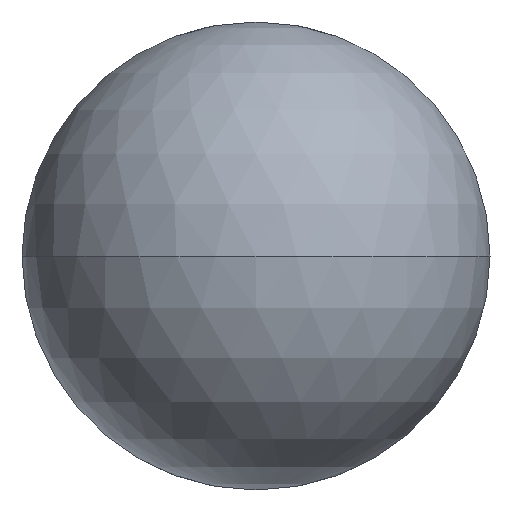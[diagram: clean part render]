
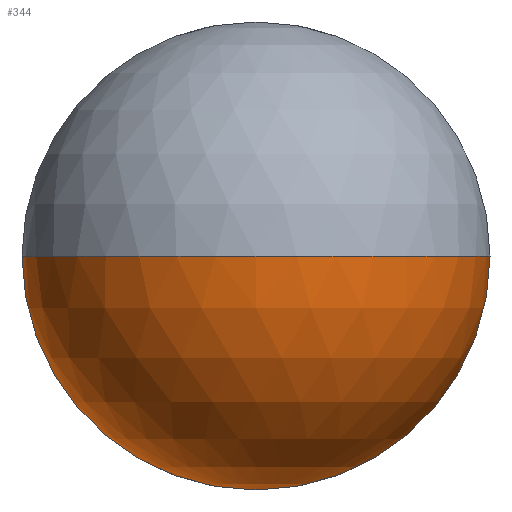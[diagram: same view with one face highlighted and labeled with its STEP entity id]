
A CAD part, front view. The second image highlights one B-rep face of the part: STEP entity #344.
In plain terms, the highlighted spherical face has radius 9.525 mm.
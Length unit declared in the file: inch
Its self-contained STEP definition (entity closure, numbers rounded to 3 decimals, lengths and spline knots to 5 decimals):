
#2 = CARTESIAN_POINT ( 'NONE',  ( 0.375, 0.375, 0. ) ) ;
#15 = EDGE_CURVE ( 'NONE', #209, #519, #168, .T. ) ;
#26 = ORIENTED_EDGE ( 'NONE', *, *, #181, .T. ) ;
#30 = DIRECTION ( 'NONE',  ( 0., -1., 0. ) ) ;
#57 = CARTESIAN_POINT ( 'NONE',  ( 0., 0.375, 0. ) ) ;
#61 = CIRCLE ( 'NONE', #346, 0.375 ) ;
#66 = DIRECTION ( 'NONE',  ( 0., 0., -1. ) ) ;
#68 = DIRECTION ( 'NONE',  ( 1., 0., 0. ) ) ;
#84 = AXIS2_PLACEMENT_3D ( 'NONE', #349, #194, #517 ) ;
#99 = VERTEX_POINT ( 'NONE', #289 ) ;
#114 = CARTESIAN_POINT ( 'NONE',  ( 0., 0.375, 0. ) ) ;
#122 = CIRCLE ( 'NONE', #272, 0.375 ) ;
#124 = CARTESIAN_POINT ( 'NONE',  ( 0., 0.375, -0.375 ) ) ;
#147 = CARTESIAN_POINT ( 'NONE',  ( 0., 0.375, 0. ) ) ;
#149 = DIRECTION ( 'NONE',  ( -1., 0., 0. ) ) ;
#161 = SPHERICAL_SURFACE ( 'NONE', #300, 0.375 ) ;
#168 = CIRCLE ( 'NONE', #84, 0.375 ) ;
#181 = EDGE_CURVE ( 'NONE', #519, #335, #122, .T. ) ;
#190 = EDGE_CURVE ( 'NONE', #335, #99, #61, .T. ) ;
#194 = DIRECTION ( 'NONE',  ( 0., -1., 0. ) ) ;
#209 = VERTEX_POINT ( 'NONE', #339 ) ;
#232 = ORIENTED_EDGE ( 'NONE', *, *, #15, .T. ) ;
#252 = DIRECTION ( 'NONE',  ( -1., 0., 0. ) ) ;
#272 = AXIS2_PLACEMENT_3D ( 'NONE', #147, #30, #66 ) ;
#289 = CARTESIAN_POINT ( 'NONE',  ( 0., 0., 0. ) ) ;
#293 = DIRECTION ( 'NONE',  ( 0., 0., 1. ) ) ;
#300 = AXIS2_PLACEMENT_3D ( 'NONE', #57, #509, #252 ) ;
#326 = CIRCLE ( 'NONE', #436, 0.375 ) ;
#335 = VERTEX_POINT ( 'NONE', #2 ) ;
#339 = CARTESIAN_POINT ( 'NONE',  ( -0.375, 0.375, 0. ) ) ;
#341 = CARTESIAN_POINT ( 'NONE',  ( 0., 0.375, 0. ) ) ;
#344 = ADVANCED_FACE ( 'NONE', ( #495 ), #161, .T. ) ;
#345 = ORIENTED_EDGE ( 'NONE', *, *, #374, .F. ) ;
#346 = AXIS2_PLACEMENT_3D ( 'NONE', #114, #510, #149 ) ;
#349 = CARTESIAN_POINT ( 'NONE',  ( 0., 0.375, 0. ) ) ;
#374 = EDGE_CURVE ( 'NONE', #209, #99, #326, .T. ) ;
#403 = EDGE_LOOP ( 'NONE', ( #232, #26, #463, #345 ) ) ;
#436 = AXIS2_PLACEMENT_3D ( 'NONE', #341, #293, #68 ) ;
#463 = ORIENTED_EDGE ( 'NONE', *, *, #190, .T. ) ;
#495 = FACE_OUTER_BOUND ( 'NONE', #403, .T. ) ;
#509 = DIRECTION ( 'NONE',  ( 0., 0., -1. ) ) ;
#510 = DIRECTION ( 'NONE',  ( 0., 0., -1. ) ) ;
#517 = DIRECTION ( 'NONE',  ( 0., 0., -1. ) ) ;
#519 = VERTEX_POINT ( 'NONE', #124 ) ;
